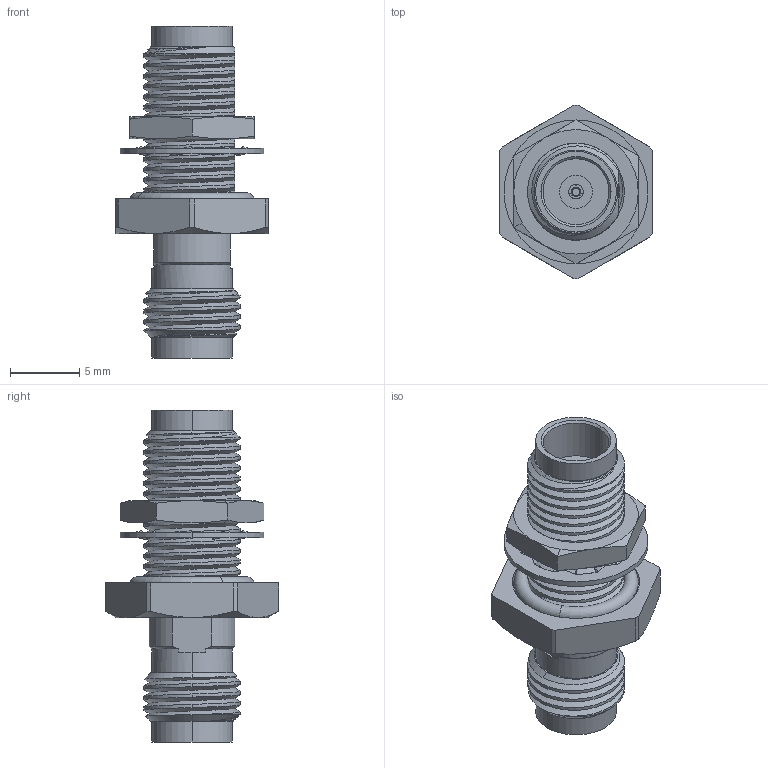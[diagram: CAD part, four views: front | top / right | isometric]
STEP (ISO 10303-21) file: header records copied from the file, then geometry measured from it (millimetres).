
FILE_DESCRIPTION (( 'STEP AP214' ), '1' );
FILE_NAME ('CT-2F2F-B-V-LN1.STEP', '2025-01-28T17:54:23', ( '' ), ( '' ), 'SwSTEP 2.0', 'SolidWorks 2021', '' );
FILE_SCHEMA (( 'AUTOMOTIVE_DESIGN' ));
Length unit declared in the file: inch
Products named in the file (1): CT-2F2F-B-V-LN1
Bounding box: 11 x 12.52 x 24 mm (x, y, z)
Volume: 902.9 mm3; surface area: 1447.2 mm2
Topology: 4 solids, 4 shells, 344 faces, 882 edges, 558 vertices
Faces by surface type: cylinder 114, bspline 102, plane 78, cone 46, torus 4
Entity records: 27293 total; most frequent: CARTESIAN_POINT 15490, ORIENTED_EDGE 1764, DIRECTION 1113, EDGE_CURVE 882, VERTEX_POINT 558, AXIS2_PLACEMENT_3D 432, B_SPLINE_CURVE_WITH_KNOTS 398, EDGE_LOOP 362
